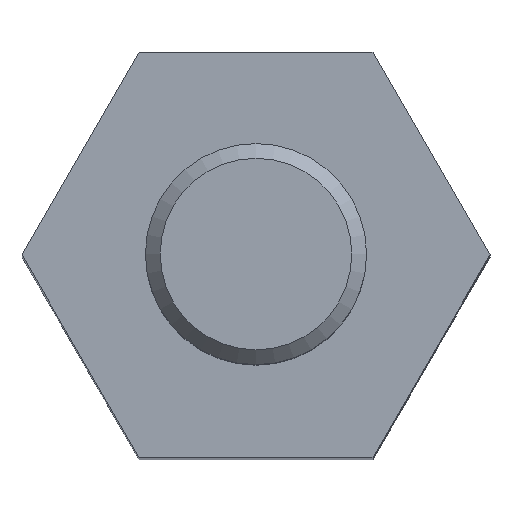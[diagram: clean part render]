
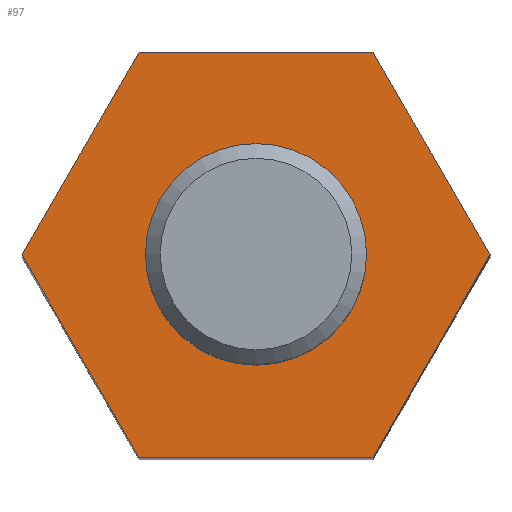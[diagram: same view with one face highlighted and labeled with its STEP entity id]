
A CAD part, top view. The second image highlights one B-rep face of the part: STEP entity #97.
In plain terms, the highlighted planar face has unit normal (0, 0, 1).
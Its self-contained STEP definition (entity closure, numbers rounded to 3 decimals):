
#97 = ADVANCED_FACE( '', ( #199, #200 ), #201, .T. );
#199 = FACE_BOUND( '', #293, .T. );
#200 = FACE_OUTER_BOUND( '', #294, .T. );
#201 = PLANE( '', #295 );
#293 = EDGE_LOOP( '', ( #470 ) );
#294 = EDGE_LOOP( '', ( #471, #472, #473, #474, #475, #476 ) );
#295 = AXIS2_PLACEMENT_3D( '', #477, #478, #479 );
#470 = ORIENTED_EDGE( '', *, *, #545, .T. );
#471 = ORIENTED_EDGE( '', *, *, #543, .T. );
#472 = ORIENTED_EDGE( '', *, *, #510, .T. );
#473 = ORIENTED_EDGE( '', *, *, #514, .T. );
#474 = ORIENTED_EDGE( '', *, *, #494, .T. );
#475 = ORIENTED_EDGE( '', *, *, #530, .T. );
#476 = ORIENTED_EDGE( '', *, *, #518, .T. );
#477 = CARTESIAN_POINT( '', ( 0., 0., 18. ) );
#478 = DIRECTION( '', ( 0., 0., 1. ) );
#479 = DIRECTION( '', ( 1., 0., 0. ) );
#494 = EDGE_CURVE( '', #571, #569, #572, .T. );
#510 = EDGE_CURVE( '', #595, #593, #596, .T. );
#514 = EDGE_CURVE( '', #593, #571, #601, .T. );
#518 = EDGE_CURVE( '', #607, #605, #608, .T. );
#530 = EDGE_CURVE( '', #569, #607, #623, .T. );
#543 = EDGE_CURVE( '', #605, #595, #637, .T. );
#545 = EDGE_CURVE( '', #639, #639, #640, .F. );
#569 = VERTEX_POINT( '', #697 );
#571 = VERTEX_POINT( '', #700 );
#572 = LINE( '', #701, #702 );
#593 = VERTEX_POINT( '', #736 );
#595 = VERTEX_POINT( '', #739 );
#596 = LINE( '', #740, #741 );
#601 = LINE( '', #752, #753 );
#605 = VERTEX_POINT( '', #764 );
#607 = VERTEX_POINT( '', #767 );
#608 = LINE( '', #768, #769 );
#623 = LINE( '', #792, #793 );
#637 = LINE( '', #819, #820 );
#639 = VERTEX_POINT( '', #822 );
#640 = CIRCLE( '', #823, 1.267 );
#697 = CARTESIAN_POINT( '', ( 1.588, -2.75, 18. ) );
#700 = CARTESIAN_POINT( '', ( -1.588, -2.75, 18. ) );
#701 = CARTESIAN_POINT( '', ( -1.588, -2.75, 18. ) );
#702 = VECTOR( '', #838, 1000. );
#736 = CARTESIAN_POINT( '', ( -3.175, 0., 18. ) );
#739 = CARTESIAN_POINT( '', ( -1.588, 2.75, 18. ) );
#740 = CARTESIAN_POINT( '', ( -1.588, 2.75, 18. ) );
#741 = VECTOR( '', #862, 1000. );
#752 = CARTESIAN_POINT( '', ( -3.175, 0., 18. ) );
#753 = VECTOR( '', #864, 1000. );
#764 = CARTESIAN_POINT( '', ( 1.588, 2.75, 18. ) );
#767 = CARTESIAN_POINT( '', ( 3.175, 0., 18. ) );
#768 = CARTESIAN_POINT( '', ( 3.175, 0., 18. ) );
#769 = VECTOR( '', #866, 1000. );
#792 = CARTESIAN_POINT( '', ( 1.588, -2.75, 18. ) );
#793 = VECTOR( '', #877, 1000. );
#819 = CARTESIAN_POINT( '', ( 1.588, 2.75, 18. ) );
#820 = VECTOR( '', #884, 1000. );
#822 = CARTESIAN_POINT( '', ( 1.267, 0., 18. ) );
#823 = AXIS2_PLACEMENT_3D( '', #885, #886, #887 );
#838 = DIRECTION( '', ( 1., 0., 0. ) );
#862 = DIRECTION( '', ( -0.5, -0.866, 0. ) );
#864 = DIRECTION( '', ( 0.5, -0.866, 0. ) );
#866 = DIRECTION( '', ( -0.5, 0.866, 0. ) );
#877 = DIRECTION( '', ( 0.5, 0.866, 0. ) );
#884 = DIRECTION( '', ( -1., 0., 0. ) );
#885 = CARTESIAN_POINT( '', ( 0., 0., 18. ) );
#886 = DIRECTION( '', ( 0., 0., 1. ) );
#887 = DIRECTION( '', ( 1., 0., 0. ) );
